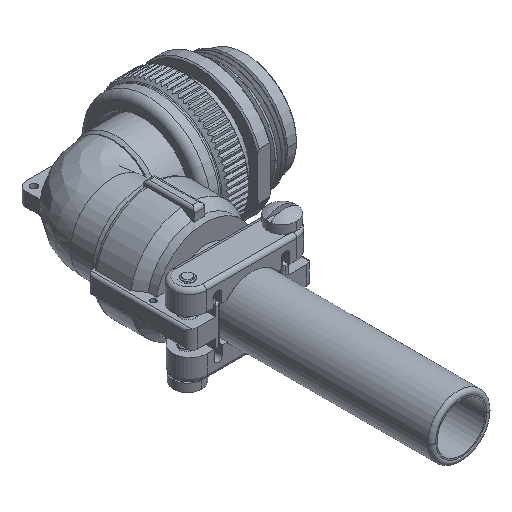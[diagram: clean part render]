
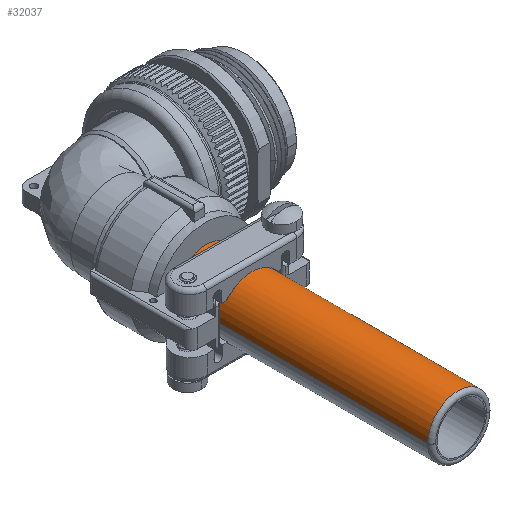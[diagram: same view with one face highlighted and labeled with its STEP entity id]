
A CAD part, isometric view. The second image highlights one B-rep face of the part: STEP entity #32037.
In plain terms, the highlighted cylindrical face has radius 7.01 mm (diameter 14.02 mm), a partial arc.
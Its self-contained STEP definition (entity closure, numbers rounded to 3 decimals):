
#7394=DIRECTION('',(0.,1.,0.));
#7395=VECTOR('',#7394,58.153);
#7396=CARTESIAN_POINT('',(-7.01,-86.912,0.));
#7397=LINE('5204',#7396,#7395);
#7403=DIRECTION('',(0.,1.,0.));
#7404=VECTOR('',#7403,58.153);
#7405=CARTESIAN_POINT('',(7.01,-86.912,0.));
#7406=LINE('5202',#7405,#7404);
#10013=CARTESIAN_POINT('',(0.,-31.58,0.));
#10014=DIRECTION('',(0.,-1.,0.));
#10015=DIRECTION('',(0.506,0.,0.862));
#10016=AXIS2_PLACEMENT_3D('',#10013,#10014,#10015);
#10018=CARTESIAN_POINT('',(-3.548,-31.58,6.046));
#10019=CARTESIAN_POINT('',(-3.71,-31.58,5.95));
#10020=CARTESIAN_POINT('',(-4.028,-31.581,
5.747));
#10021=CARTESIAN_POINT('',(-4.477,-31.584,
5.404));
#10022=CARTESIAN_POINT('',(-4.898,-31.591,
5.026));
#10023=CARTESIAN_POINT('',(-5.285,-31.603,
4.617));
#10024=CARTESIAN_POINT('',(-5.52,-31.615,
4.325));
#10025=CARTESIAN_POINT('',(-5.631,-31.622,4.175));
#10027=DIRECTION('',(0.,-1.,0.));
#10028=VECTOR('',#10027,1.608);
#10029=CARTESIAN_POINT('',(-5.631,-31.622,4.175));
#10030=LINE('2922',#10029,#10028);
#10031=CARTESIAN_POINT('',(0.,-33.23,0.));
#10032=DIRECTION('',(0.,-1.,0.));
#10033=DIRECTION('',(-0.589,0.,0.808));
#10034=AXIS2_PLACEMENT_3D('',#10031,#10032,#10033);
#10036=DIRECTION('',(0.,-1.,0.));
#10037=VECTOR('',#10036,4.57);
#10038=CARTESIAN_POINT('',(-4.13,-33.23,5.665));
#10039=LINE('2930',#10038,#10037);
#10040=CARTESIAN_POINT('',(0.,-37.8,0.));
#10041=DIRECTION('',(0.,-1.,0.));
#10042=DIRECTION('',(-0.589,0.,0.808));
#10043=AXIS2_PLACEMENT_3D('',#10040,#10041,#10042);
#10045=DIRECTION('',(0.,-1.,0.));
#10046=VECTOR('',#10045,1.608);
#10047=CARTESIAN_POINT('',(-5.631,-37.8,4.175));
#10048=LINE('2923',#10047,#10046);
#10049=CARTESIAN_POINT('',(-5.631,-39.408,4.175));
#10050=CARTESIAN_POINT('',(-5.52,-39.415,
4.325));
#10051=CARTESIAN_POINT('',(-5.285,-39.427,
4.617));
#10052=CARTESIAN_POINT('',(-4.897,-39.439,
5.026));
#10053=CARTESIAN_POINT('',(-4.477,-39.446,
5.404));
#10054=CARTESIAN_POINT('',(-4.027,-39.449,
5.747));
#10055=CARTESIAN_POINT('',(-3.71,-39.45,5.951));
#10056=CARTESIAN_POINT('',(-3.548,-39.45,6.046));
#10058=CARTESIAN_POINT('',(0.,-39.45,0.));
#10059=DIRECTION('',(0.,-1.,0.));
#10060=DIRECTION('',(0.506,0.,0.862));
#10061=AXIS2_PLACEMENT_3D('',#10058,#10059,#10060);
#10063=CARTESIAN_POINT('',(3.548,-39.45,6.046));
#10064=CARTESIAN_POINT('',(3.71,-39.45,5.951));
#10065=CARTESIAN_POINT('',(4.027,-39.449,
5.747));
#10066=CARTESIAN_POINT('',(4.478,-39.446,
5.404));
#10067=CARTESIAN_POINT('',(4.897,-39.439,
5.026));
#10068=CARTESIAN_POINT('',(5.285,-39.427,
4.617));
#10069=CARTESIAN_POINT('',(5.52,-39.415,
4.325));
#10070=CARTESIAN_POINT('',(5.631,-39.408,4.175));
#10072=DIRECTION('',(0.,-1.,0.));
#10073=VECTOR('',#10072,1.608);
#10074=CARTESIAN_POINT('',(5.631,-37.8,4.175));
#10075=LINE('2925',#10074,#10073);
#10076=CARTESIAN_POINT('',(0.,-37.8,0.));
#10077=DIRECTION('',(0.,-1.,0.));
#10078=DIRECTION('',(0.803,0.,0.596));
#10079=AXIS2_PLACEMENT_3D('',#10076,#10077,#10078);
#10081=DIRECTION('',(0.,-1.,0.));
#10082=VECTOR('',#10081,4.57);
#10083=CARTESIAN_POINT('',(4.13,-33.23,5.665));
#10084=LINE('2931',#10083,#10082);
#10085=CARTESIAN_POINT('',(0.,-33.23,0.));
#10086=DIRECTION('',(0.,-1.,0.));
#10087=DIRECTION('',(0.803,0.,0.596));
#10088=AXIS2_PLACEMENT_3D('',#10085,#10086,#10087);
#10090=DIRECTION('',(0.,-1.,0.));
#10091=VECTOR('',#10090,1.608);
#10092=CARTESIAN_POINT('',(5.631,-31.622,4.175));
#10093=LINE('2924',#10092,#10091);
#10094=CARTESIAN_POINT('',(5.631,-31.622,4.175));
#10095=CARTESIAN_POINT('',(5.52,-31.615,
4.325));
#10096=CARTESIAN_POINT('',(5.285,-31.603,
4.617));
#10097=CARTESIAN_POINT('',(4.898,-31.591,
5.026));
#10098=CARTESIAN_POINT('',(4.477,-31.584,
5.404));
#10099=CARTESIAN_POINT('',(4.028,-31.581,
5.747));
#10100=CARTESIAN_POINT('',(3.71,-31.58,5.951));
#10101=CARTESIAN_POINT('',(3.548,-31.58,6.046));
#10103=CARTESIAN_POINT('',(0.,-28.759,0.));
#10104=DIRECTION('',(0.,-1.,0.));
#10105=DIRECTION('',(1.,0.,0.));
#10106=AXIS2_PLACEMENT_3D('',#10103,#10104,#10105);
#10108=CARTESIAN_POINT('',(0.,-86.912,0.));
#10109=DIRECTION('',(0.,-1.,0.));
#10110=DIRECTION('',(1.,0.,0.));
#10111=AXIS2_PLACEMENT_3D('',#10108,#10109,#10110);
#18448=CARTESIAN_POINT('',(7.01,-86.912,0.));
#18450=VERTEX_POINT('',#18448);
#18452=CARTESIAN_POINT('',(-7.01,-86.912,0.));
#18454=VERTEX_POINT('',#18452);
#18538=CARTESIAN_POINT('',(3.548,-31.58,6.046));
#18539=CARTESIAN_POINT('',(-3.548,-31.58,6.046));
#18540=VERTEX_POINT('',#18538);
#18541=VERTEX_POINT('',#18539);
#18542=CARTESIAN_POINT('',(3.548,-39.45,6.046));
#18543=CARTESIAN_POINT('',(-3.548,-39.45,6.046));
#18544=VERTEX_POINT('',#18542);
#18545=VERTEX_POINT('',#18543);
#18546=CARTESIAN_POINT('',(-5.631,-31.622,4.175));
#18547=CARTESIAN_POINT('',(-5.631,-33.23,4.175));
#18548=VERTEX_POINT('',#18546);
#18549=VERTEX_POINT('',#18547);
#18550=CARTESIAN_POINT('',(-5.631,-37.8,4.175));
#18551=CARTESIAN_POINT('',(-5.631,-39.408,4.175));
#18552=VERTEX_POINT('',#18550);
#18553=VERTEX_POINT('',#18551);
#18554=CARTESIAN_POINT('',(5.631,-31.622,4.175));
#18555=CARTESIAN_POINT('',(5.631,-33.23,4.175));
#18556=VERTEX_POINT('',#18554);
#18557=VERTEX_POINT('',#18555);
#18558=CARTESIAN_POINT('',(5.631,-37.8,4.175));
#18559=CARTESIAN_POINT('',(5.631,-39.408,4.175));
#18560=VERTEX_POINT('',#18558);
#18561=VERTEX_POINT('',#18559);
#18562=CARTESIAN_POINT('',(4.13,-37.8,5.665));
#18563=VERTEX_POINT('',#18562);
#18564=CARTESIAN_POINT('',(-4.13,-37.8,5.665));
#18565=VERTEX_POINT('',#18564);
#18566=CARTESIAN_POINT('',(4.13,-33.23,5.665));
#18567=VERTEX_POINT('',#18566);
#18568=CARTESIAN_POINT('',(-4.13,-33.23,5.665));
#18569=VERTEX_POINT('',#18568);
#19225=CARTESIAN_POINT('',(7.01,-28.759,0.));
#19226=CARTESIAN_POINT('',(-7.01,-28.759,0.));
#19227=VERTEX_POINT('',#19225);
#19228=VERTEX_POINT('',#19226);
#31993=CARTESIAN_POINT('',(0.,-20.93,0.));
#31994=DIRECTION('',(0.,-1.,0.));
#31995=DIRECTION('',(-1.,0.,0.));
#31996=AXIS2_PLACEMENT_3D('',#31993,#31994,#31995);
#31997=CYLINDRICAL_SURFACE('693',#31996,7.01);
#31998=ORIENTED_EDGE('5161',*,*,#27675,.F.);
#31999=ORIENTED_EDGE('5202',*,*,#29247,.F.);
#32000=ORIENTED_EDGE('2843',*,*,#29206,.T.);
#32001=ORIENTED_EDGE('5204',*,*,#29244,.T.);
#32002=EDGE_LOOP('693',(#31998,#31999,#32000,#32001));
#32003=FACE_OUTER_BOUND('693',#32002,.F.);
#32004=ORIENTED_EDGE('2920',*,*,#31952,.T.);
#32006=ORIENTED_EDGE('2935',*,*,#32005,.T.);
#32008=ORIENTED_EDGE('2922',*,*,#32007,.T.);
#32010=ORIENTED_EDGE('2929',*,*,#32009,.F.);
#32012=ORIENTED_EDGE('2930',*,*,#32011,.T.);
#32014=ORIENTED_EDGE('2927',*,*,#32013,.T.);
#32016=ORIENTED_EDGE('2923',*,*,#32015,.T.);
#32018=ORIENTED_EDGE('2933',*,*,#32017,.T.);
#32020=ORIENTED_EDGE('2921',*,*,#32019,.F.);
#32022=ORIENTED_EDGE('2932',*,*,#32021,.T.);
#32024=ORIENTED_EDGE('2925',*,*,#32023,.F.);
#32026=ORIENTED_EDGE('2926',*,*,#32025,.T.);
#32028=ORIENTED_EDGE('2931',*,*,#32027,.F.);
#32030=ORIENTED_EDGE('2928',*,*,#32029,.F.);
#32032=ORIENTED_EDGE('2924',*,*,#32031,.F.);
#32034=ORIENTED_EDGE('2934',*,*,#32033,.T.);
#32035=EDGE_LOOP('693',(#32004,#32006,#32008,#32010,#32012,#32014,#32016,#32018,
#32020,#32022,#32024,#32026,#32028,#32030,#32032,#32034));
#32036=FACE_BOUND('693',#32035,.F.);
#10017=CIRCLE('2920',#10016,7.01);
#10026=B_SPLINE_CURVE_WITH_KNOTS('2935',3,(#10018,#10019,#10020,#10021,#10022,
#10023,#10024,#10025),.UNSPECIFIED.,.F.,.F.,(4,1,1,1,1,4),(0.,0.2,0.4,
0.6,0.8,1.),.UNSPECIFIED.);
#10035=CIRCLE('2929',#10034,7.01);
#10044=CIRCLE('2927',#10043,7.01);
#10057=B_SPLINE_CURVE_WITH_KNOTS('2933',3,(#10049,#10050,#10051,#10052,#10053,
#10054,#10055,#10056),.UNSPECIFIED.,.F.,.F.,(4,1,1,1,1,4),(0.,0.2,0.4,
0.6,0.8,1.),.UNSPECIFIED.);
#10062=CIRCLE('2921',#10061,7.01);
#10071=B_SPLINE_CURVE_WITH_KNOTS('2932',3,(#10063,#10064,#10065,#10066,#10067,
#10068,#10069,#10070),.UNSPECIFIED.,.F.,.F.,(4,1,1,1,1,4),(0.,0.2,0.4,
0.6,0.8,1.),.UNSPECIFIED.);
#10080=CIRCLE('2926',#10079,7.01);
#10089=CIRCLE('2928',#10088,7.01);
#10102=B_SPLINE_CURVE_WITH_KNOTS('2934',3,(#10094,#10095,#10096,#10097,#10098,
#10099,#10100,#10101),.UNSPECIFIED.,.F.,.F.,(4,1,1,1,1,4),(0.,0.2,0.4,
0.6,0.8,1.),.UNSPECIFIED.);
#10107=CIRCLE('5161',#10106,7.01);
#10112=CIRCLE('2843',#10111,7.01);
#27675=EDGE_CURVE('5161',#19227,#19228,#10107,.T.);
#29206=EDGE_CURVE('2843',#18450,#18454,#10112,.T.);
#29244=EDGE_CURVE('5204',#18454,#19228,#7397,.T.);
#29247=EDGE_CURVE('5202',#18450,#19227,#7406,.T.);
#31952=EDGE_CURVE('2920',#18540,#18541,#10017,.T.);
#32005=EDGE_CURVE('2935',#18541,#18548,#10026,.T.);
#32007=EDGE_CURVE('2922',#18548,#18549,#10030,.T.);
#32009=EDGE_CURVE('2929',#18569,#18549,#10035,.T.);
#32011=EDGE_CURVE('2930',#18569,#18565,#10039,.T.);
#32013=EDGE_CURVE('2927',#18565,#18552,#10044,.T.);
#32015=EDGE_CURVE('2923',#18552,#18553,#10048,.T.);
#32017=EDGE_CURVE('2933',#18553,#18545,#10057,.T.);
#32019=EDGE_CURVE('2921',#18544,#18545,#10062,.T.);
#32021=EDGE_CURVE('2932',#18544,#18561,#10071,.T.);
#32023=EDGE_CURVE('2925',#18560,#18561,#10075,.T.);
#32025=EDGE_CURVE('2926',#18560,#18563,#10080,.T.);
#32027=EDGE_CURVE('2931',#18567,#18563,#10084,.T.);
#32029=EDGE_CURVE('2928',#18557,#18567,#10089,.T.);
#32031=EDGE_CURVE('2924',#18556,#18557,#10093,.T.);
#32033=EDGE_CURVE('2934',#18556,#18540,#10102,.T.);
#32037=ADVANCED_FACE('693',(#32003,#32036),#31997,.T.);
